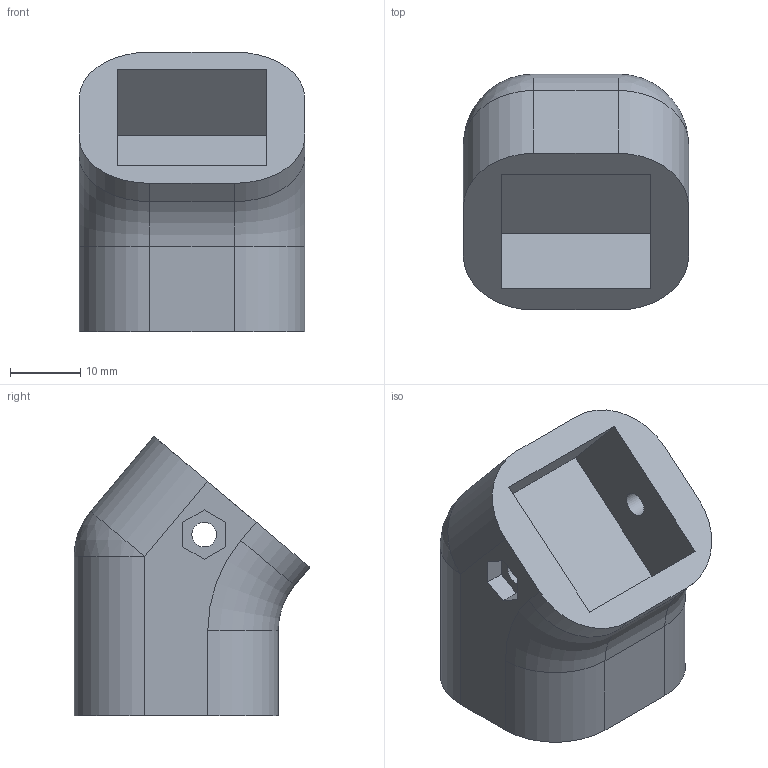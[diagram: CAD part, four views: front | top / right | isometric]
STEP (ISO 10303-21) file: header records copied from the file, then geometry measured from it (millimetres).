
FILE_DESCRIPTION(/* description */ (''),/* implementation_level */ '2;1');
FILE_NAME(/* name */ 'Connector_to_Haption.step',/* time_stamp */ '2025-11-28T21:57:30+01:00',/* author */ (''),/* organization */ (''),/* preprocessor_version */ 'ST-DEVELOPER v20.1',/* originating_system */ 'Autodesk Translation Framework v14.21.0.0',/* authorisation */ '');
FILE_SCHEMA (('AUTOMOTIVE_DESIGN { 1 0 10303 214 3 1 1 }'));
Length unit declared in the file: millimetre
Products named in the file (1): 2025-11-25-11-41-13-135
Bounding box: 32 x 33.51 x 39.74 mm (x, y, z)
Volume: 21960.7 mm3; surface area: 6582.7 mm2
Topology: 1 solids, 1 shells, 40 faces, 92 edges, 58 vertices
Faces by surface type: plane 22, cylinder 14, sphere 2, torus 2
Full cylindrical faces by diameter (mm): 3.5 x2, 6.2 x1, 7 x1
Entity records: 1167 total; most frequent: DIRECTION 204, CARTESIAN_POINT 191, ORIENTED_EDGE 184, EDGE_CURVE 92, AXIS2_PLACEMENT_3D 71, LINE 62, VECTOR 62, VERTEX_POINT 58
